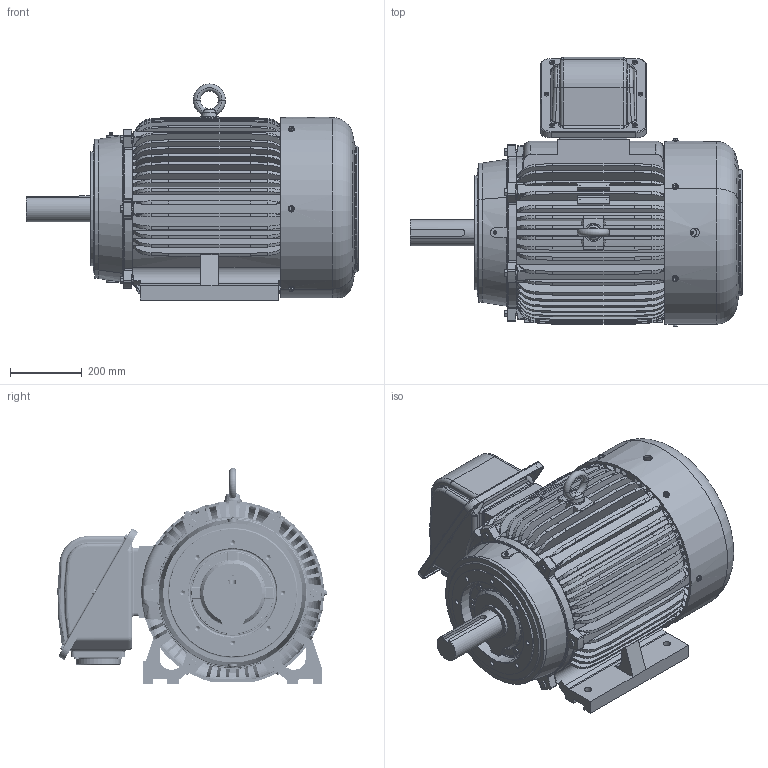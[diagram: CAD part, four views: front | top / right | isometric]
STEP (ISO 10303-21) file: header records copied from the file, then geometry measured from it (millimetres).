
FILE_DESCRIPTION(('CATIA V5 STEP Exchange'),'2;1');
FILE_NAME('404T-HV-CF_AllCATPart.stp','2012-08-30T02:43:35+00:00',('none'),('none'),'CATIA Version 5 Release 19 SP 9 (IN-10)','CATIA V5 STEP AP203','none');
FILE_SCHEMA(('CONFIG_CONTROL_DESIGN'));
Products named in the file (1): 404T-HV-CF_AllCATPart
Bounding box: 924.92 x 750.16 x 602 mm (x, y, z)
Volume: 38105799.1 mm3; surface area: 6488975.2 mm2
Topology: 50 solids, 50 shells, 4048 faces, 10861 edges, 6976 vertices
Faces by surface type: plane 1250, cylinder 1077, torus 753, cone 630, bspline 308, sphere 22, revolution 8
Entity records: 141785 total; most frequent: CARTESIAN_POINT 55236, ORIENTED_EDGE 21566, DIRECTION 11508, EDGE_CURVE 10783, VERTEX_POINT 6976, AXIS2_PLACEMENT_3D 5843, EDGE_LOOP 4453, ADVANCED_FACE 4048
